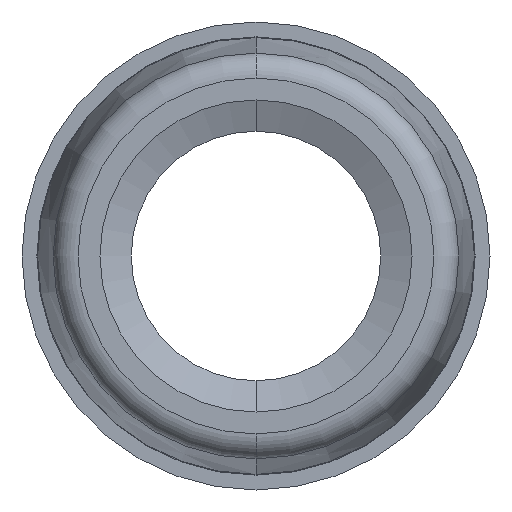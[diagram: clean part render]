
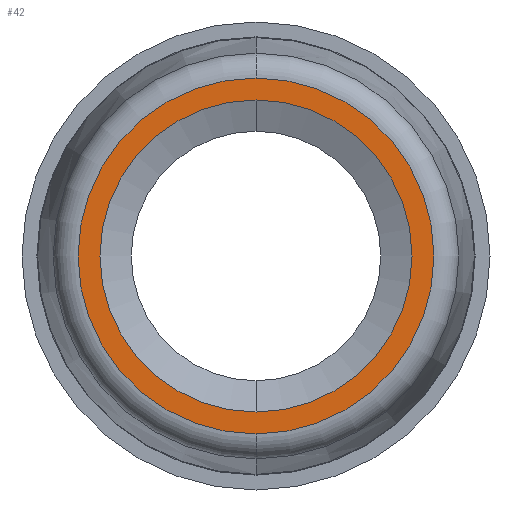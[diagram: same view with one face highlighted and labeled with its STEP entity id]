
A CAD part, front view. The second image highlights one B-rep face of the part: STEP entity #42.
In plain terms, the highlighted planar face has unit normal (0, -1, 0).
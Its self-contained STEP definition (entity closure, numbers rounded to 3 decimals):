
#25 = EDGE_CURVE ( 'NONE', #711, #810, #1053, .T. ) ;
#42 = ADVANCED_FACE ( 'NONE', ( #645, #656 ), #339, .T. ) ;
#87 = EDGE_CURVE ( 'NONE', #618, #904, #1095, .T. ) ;
#122 = EDGE_CURVE ( 'NONE', #810, #711, #1179, .T. ) ;
#134 = EDGE_CURVE ( 'NONE', #904, #618, #1203, .T. ) ;
#164 = CARTESIAN_POINT ( 'NONE',  ( 0., -64.5, 0. ) ) ;
#184 = DIRECTION ( 'NONE',  ( 0., 0., -1. ) ) ;
#253 = DIRECTION ( 'NONE',  ( 0., -1., 0. ) ) ;
#268 = CARTESIAN_POINT ( 'NONE',  ( 0., -64.5, 0. ) ) ;
#339 = PLANE ( 'NONE',  #1008 ) ;
#340 = CARTESIAN_POINT ( 'NONE',  ( 5.704, -64.5, 0. ) ) ;
#341 = DIRECTION ( 'NONE',  ( 0., 0., -1. ) ) ;
#342 = DIRECTION ( 'NONE',  ( 0., -1., 0. ) ) ;
#354 = DIRECTION ( 'NONE',  ( 0., 1., 0. ) ) ;
#355 = DIRECTION ( 'NONE',  ( 0., 0., 1. ) ) ;
#393 = CARTESIAN_POINT ( 'NONE',  ( 0., -64.5, 5.704 ) ) ;
#414 = CARTESIAN_POINT ( 'NONE',  ( 0., -64.5, 5. ) ) ;
#426 = CARTESIAN_POINT ( 'NONE',  ( 0., -64.5, -5. ) ) ;
#445 = CARTESIAN_POINT ( 'NONE',  ( 0., -64.5, -5.704 ) ) ;
#468 = DIRECTION ( 'NONE',  ( 0., 0., -1. ) ) ;
#469 = DIRECTION ( 'NONE',  ( 0., -1., 0. ) ) ;
#470 = CARTESIAN_POINT ( 'NONE',  ( 0., -64.5, 0. ) ) ;
#507 = DIRECTION ( 'NONE',  ( 0., 0., 1. ) ) ;
#508 = DIRECTION ( 'NONE',  ( 0., 1., 0. ) ) ;
#509 = CARTESIAN_POINT ( 'NONE',  ( 0., -64.5, 0. ) ) ;
#618 = VERTEX_POINT ( 'NONE', #445 ) ;
#645 = FACE_OUTER_BOUND ( 'NONE', #757, .T. ) ;
#656 = FACE_BOUND ( 'NONE', #758, .T. ) ;
#711 = VERTEX_POINT ( 'NONE', #426 ) ;
#757 = EDGE_LOOP ( 'NONE', ( #928, #841 ) ) ;
#758 = EDGE_LOOP ( 'NONE', ( #918, #816 ) ) ;
#810 = VERTEX_POINT ( 'NONE', #414 ) ;
#816 = ORIENTED_EDGE ( 'NONE', *, *, #25, .T. ) ;
#841 = ORIENTED_EDGE ( 'NONE', *, *, #134, .T. ) ;
#904 = VERTEX_POINT ( 'NONE', #393 ) ;
#918 = ORIENTED_EDGE ( 'NONE', *, *, #122, .T. ) ;
#928 = ORIENTED_EDGE ( 'NONE', *, *, #87, .T. ) ;
#1008 = AXIS2_PLACEMENT_3D ( 'NONE', #340, #342, #341 ) ;
#1041 = AXIS2_PLACEMENT_3D ( 'NONE', #164, #354, #355 ) ;
#1053 = CIRCLE ( 'NONE', #1041, 5. ) ;
#1095 = CIRCLE ( 'NONE', #1102, 5.704 ) ;
#1102 = AXIS2_PLACEMENT_3D ( 'NONE', #268, #253, #184 ) ;
#1179 = CIRCLE ( 'NONE', #1187, 5. ) ;
#1187 = AXIS2_PLACEMENT_3D ( 'NONE', #509, #508, #507 ) ;
#1203 = CIRCLE ( 'NONE', #1210, 5.704 ) ;
#1210 = AXIS2_PLACEMENT_3D ( 'NONE', #470, #469, #468 ) ;
